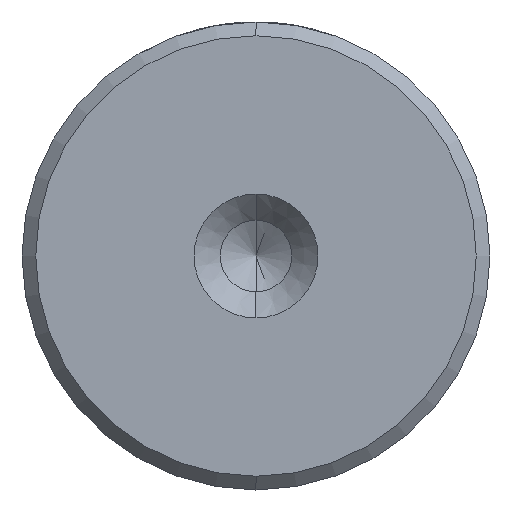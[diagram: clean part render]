
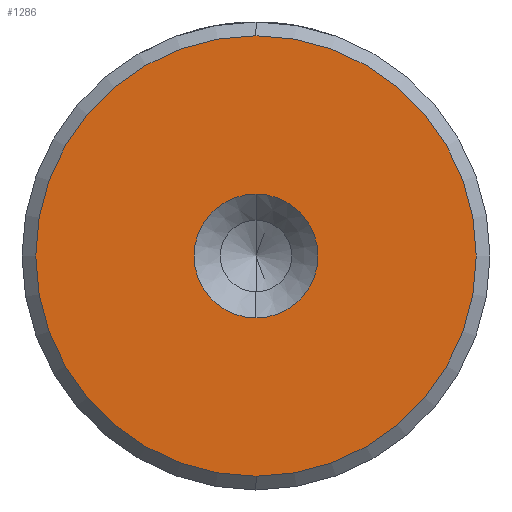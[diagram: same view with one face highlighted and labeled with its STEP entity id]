
A CAD part, left-side view. The second image highlights one B-rep face of the part: STEP entity #1286.
In plain terms, the highlighted planar face has unit normal (-1, 0, 0).
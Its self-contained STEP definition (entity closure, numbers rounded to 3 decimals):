
#16 = DIRECTION ( 'NONE',  ( 0., 0., 1. ) ) ;
#184 = AXIS2_PLACEMENT_3D ( 'NONE', #2538, #1127, #2772 ) ;
#239 = EDGE_CURVE ( 'NONE', #1957, #1875, #3058, .T. ) ;
#364 = AXIS2_PLACEMENT_3D ( 'NONE', #381, #2045, #624 ) ;
#381 = CARTESIAN_POINT ( 'NONE',  ( 0., 0., 0. ) ) ;
#505 = CARTESIAN_POINT ( 'NONE',  ( 0., 0., 0. ) ) ;
#518 = VERTEX_POINT ( 'NONE', #1346 ) ;
#608 = EDGE_LOOP ( 'NONE', ( #2020, #2094 ) ) ;
#624 = DIRECTION ( 'NONE',  ( 0., 0., 1. ) ) ;
#750 = DIRECTION ( 'NONE',  ( 0., 0., 1. ) ) ;
#1127 = DIRECTION ( 'NONE',  ( -1., 0., 0. ) ) ;
#1179 = EDGE_LOOP ( 'NONE', ( #1823, #2770 ) ) ;
#1285 = FACE_OUTER_BOUND ( 'NONE', #608, .T. ) ;
#1286 = ADVANCED_FACE ( 'NONE', ( #1285, #2318 ), #2759, .T. ) ;
#1302 = VERTEX_POINT ( 'NONE', #2370 ) ;
#1346 = CARTESIAN_POINT ( 'NONE',  ( 0., 0., -2.25 ) ) ;
#1437 = DIRECTION ( 'NONE',  ( -1., 0., 0. ) ) ;
#1694 = DIRECTION ( 'NONE',  ( 0., 0., 1. ) ) ;
#1708 = DIRECTION ( 'NONE',  ( -1., 0., 0. ) ) ;
#1722 = CARTESIAN_POINT ( 'NONE',  ( 0., 0., 0. ) ) ;
#1823 = ORIENTED_EDGE ( 'NONE', *, *, #2001, .F. ) ;
#1829 = CIRCLE ( 'NONE', #2118, 2.25 ) ;
#1875 = VERTEX_POINT ( 'NONE', #2550 ) ;
#1921 = CIRCLE ( 'NONE', #2846, 2.25 ) ;
#1957 = VERTEX_POINT ( 'NONE', #2602 ) ;
#1964 = CIRCLE ( 'NONE', #364, 8. ) ;
#2001 = EDGE_CURVE ( 'NONE', #1302, #518, #1829, .T. ) ;
#2020 = ORIENTED_EDGE ( 'NONE', *, *, #239, .T. ) ;
#2045 = DIRECTION ( 'NONE',  ( -1., 0., 0. ) ) ;
#2094 = ORIENTED_EDGE ( 'NONE', *, *, #2421, .T. ) ;
#2118 = AXIS2_PLACEMENT_3D ( 'NONE', #505, #2150, #750 ) ;
#2150 = DIRECTION ( 'NONE',  ( -1., 0., 0. ) ) ;
#2175 = EDGE_CURVE ( 'NONE', #518, #1302, #1921, .T. ) ;
#2318 = FACE_BOUND ( 'NONE', #1179, .T. ) ;
#2370 = CARTESIAN_POINT ( 'NONE',  ( 0., 0., 2.25 ) ) ;
#2421 = EDGE_CURVE ( 'NONE', #1875, #1957, #1964, .T. ) ;
#2538 = CARTESIAN_POINT ( 'NONE',  ( 0., 0., 0. ) ) ;
#2550 = CARTESIAN_POINT ( 'NONE',  ( 0., 0., 8. ) ) ;
#2602 = CARTESIAN_POINT ( 'NONE',  ( 0., 0., -8. ) ) ;
#2754 = AXIS2_PLACEMENT_3D ( 'NONE', #1722, #1708, #1694 ) ;
#2759 = PLANE ( 'NONE',  #184 ) ;
#2770 = ORIENTED_EDGE ( 'NONE', *, *, #2175, .F. ) ;
#2772 = DIRECTION ( 'NONE',  ( 0., 0., 1. ) ) ;
#2845 = CARTESIAN_POINT ( 'NONE',  ( 0., 0., 0. ) ) ;
#2846 = AXIS2_PLACEMENT_3D ( 'NONE', #2845, #1437, #16 ) ;
#3058 = CIRCLE ( 'NONE', #2754, 8. ) ;
